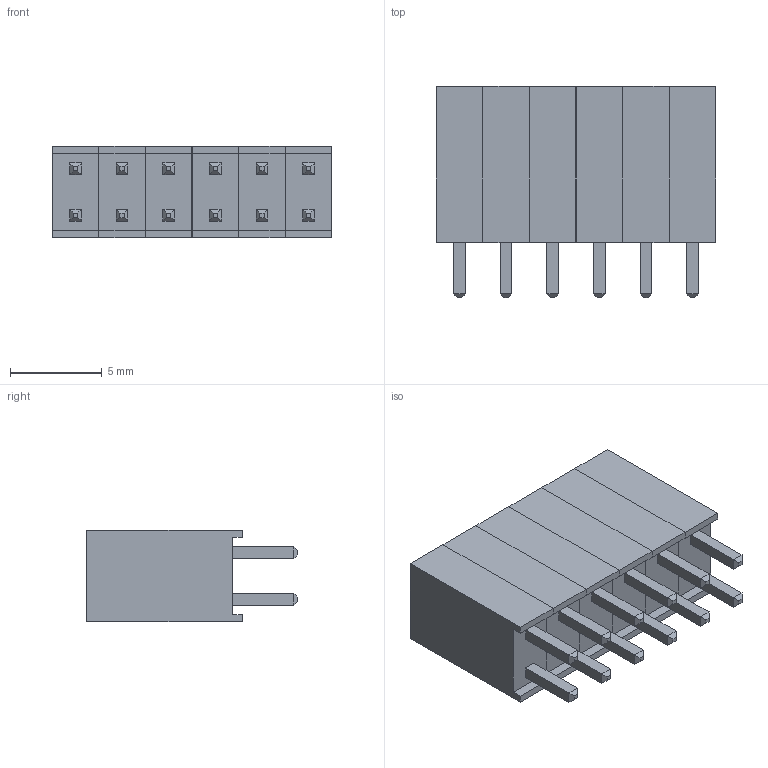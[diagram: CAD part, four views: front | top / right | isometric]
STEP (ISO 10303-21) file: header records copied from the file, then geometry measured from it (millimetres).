
FILE_DESCRIPTION (( 'STEP AP214' ), '1' );
FILE_NAME ('DS-1023-12.STEP', '2019-07-10T22:33:39', ( '' ), ( '' ), 'SwSTEP 2.0', 'SolidWorks 2018', '' );
FILE_SCHEMA (( 'AUTOMOTIVE_DESIGN' ));
Length unit declared in the file: millimetre
Products named in the file (1): DS-1023-12
Bounding box: 15.24 x 11.5 x 5 mm (x, y, z)
Volume: 602.9 mm3; surface area: 1124.5 mm2
Topology: 6 solids, 6 shells, 276 faces, 624 edges, 384 vertices
Faces by surface type: plane 276
Entity records: 10535 total; most frequent: CARTESIAN_POINT 1285, ORIENTED_EDGE 1248, DIRECTION 1178, VECTOR 624, LINE 624, EDGE_CURVE 624, VERTEX_POINT 384, EDGE_LOOP 300
